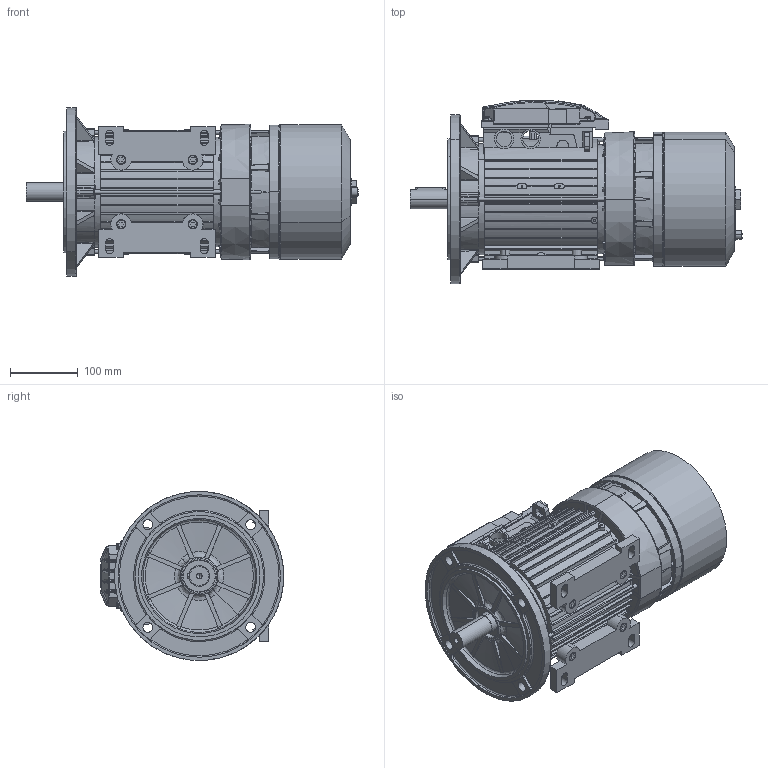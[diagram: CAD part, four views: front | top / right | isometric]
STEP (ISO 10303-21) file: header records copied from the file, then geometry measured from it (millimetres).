
FILE_DESCRIPTION (( 'STEP AP214' ), '1' );
FILE_NAME ('18Q7.STEP', '2024-04-23T22:49:45', ( '' ), ( '' ), 'SwSTEP 2.0', 'SolidWorks 2021', '' );
FILE_SCHEMA (( 'AUTOMOTIVE_DESIGN' ));
Length unit declared in the file: inch
Products named in the file (1): 18Q7
Bounding box: 490.62 x 271.03 x 249.68 mm (x, y, z)
Volume: 10674716.2 mm3; surface area: 931765 mm2
Topology: 11 solids, 16 shells, 3680 faces, 10072 edges, 6422 vertices
Faces by surface type: plane 1444, cylinder 996, bspline 915, cone 321, torus 4
Entity records: 166355 total; most frequent: CARTESIAN_POINT 80212, ORIENTED_EDGE 19950, DIRECTION 15347, EDGE_CURVE 9975, VERTEX_POINT 6422, AXIS2_PLACEMENT_3D 5399, LINE 4549, VECTOR 4549
